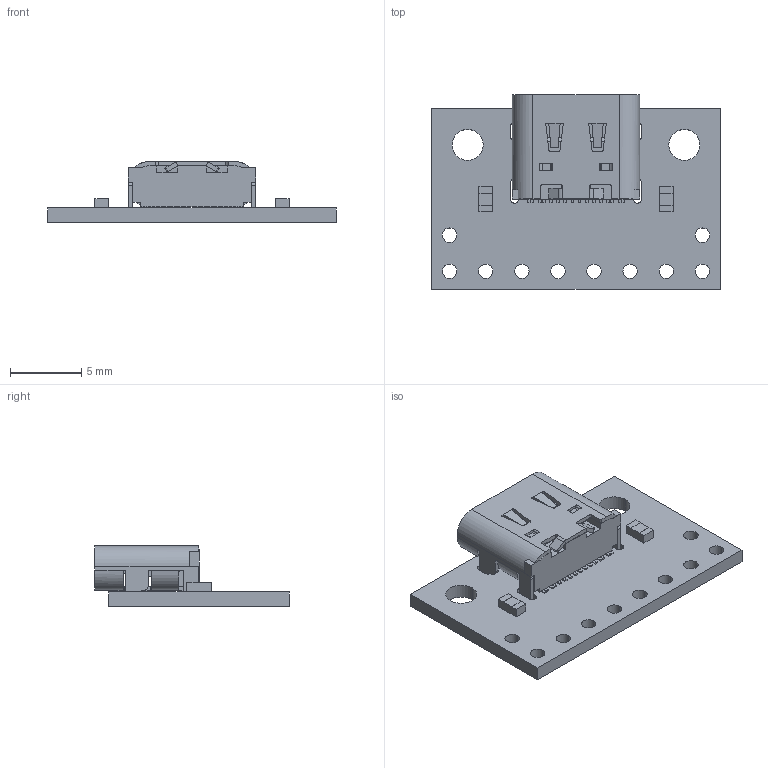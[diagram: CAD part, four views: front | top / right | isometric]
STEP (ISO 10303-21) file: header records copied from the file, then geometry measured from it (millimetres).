
FILE_DESCRIPTION (( 'STEP AP214' ), '1' );
FILE_NAME ('usb-2-0-type-c-connector-breakout-board.STEP', '2020-07-30T19:35:21', ( '' ), ( '' ), 'SwSTEP 2.0', 'SolidWorks 2020', '' );
FILE_SCHEMA (( 'AUTOMOTIVE_DESIGN' ));
Length unit declared in the file: inch
Products named in the file (1): usb-2-0-type-c-connector-breakout-board
Bounding box: 20.32 x 13.7 x 4.28 mm (x, y, z)
Volume: 364.3 mm3; surface area: 1017.7 mm2
Topology: 1 solids, 1 shells, 728 faces, 2013 edges, 1316 vertices
Faces by surface type: plane 435, bspline 151, cylinder 130, cone 12
Entity records: 38511 total; most frequent: CARTESIAN_POINT 11161, ORIENTED_EDGE 4026, DIRECTION 3107, EDGE_CURVE 2013, LINE 1411, VECTOR 1411, VERTEX_POINT 1316, AXIS2_PLACEMENT_3D 848
